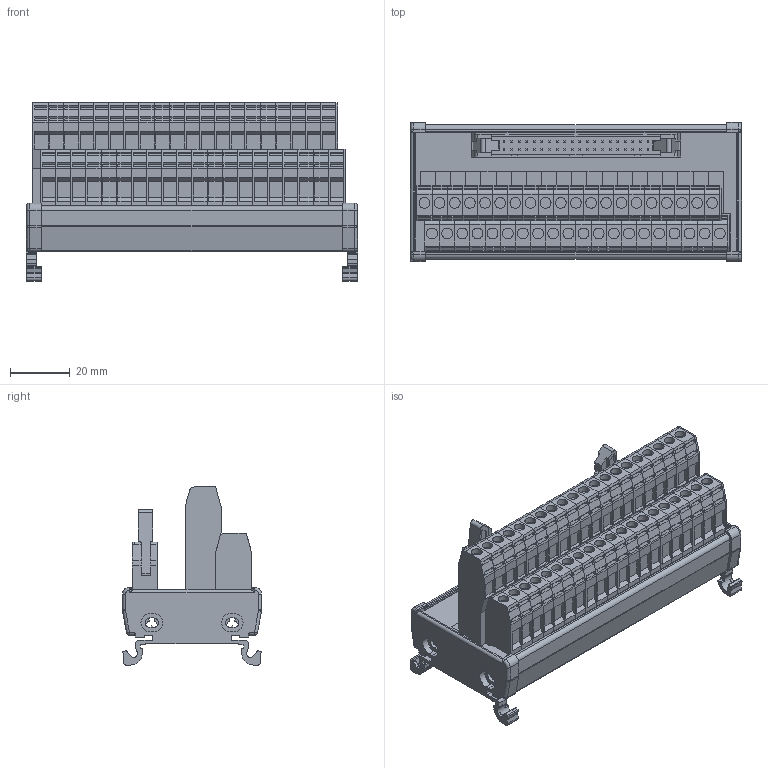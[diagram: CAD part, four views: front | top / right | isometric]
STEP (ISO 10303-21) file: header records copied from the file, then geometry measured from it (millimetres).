
FILE_DESCRIPTION(('STEP AP214'),'1');
FILE_NAME('15284_2_Fbk40c.step','2025-01-28T13:24:05',(' '),(' '),'Spatial InterOp 3D','XD3DPlugin XRACreate',' ');
FILE_SCHEMA(('automotive_design'));
Length unit declared in the file: millimetre
Products named in the file (30): Submodel-AssyDefn_2; 3133.3_AP0-TS_orange v1.step; 15284_2_Fbk40c; Submodel-AssyDefn_1; 5675.3_RS-SP0_Klemmprofil_104mm_orange v1.step; DesignRootModel; uid__9223372036854779511; 87721.4_PKDL 2_comma_5_1_5_comma_08 GELAST_orange.step; 87721.4_PKDL 2,5_1_5,08 GELAST_orange.step; Submodel-PK_semi_PKD_slash_1_part_TER_slash_PKDLG508_slash_1_slash_S; 5301.1_PKDL 2_comma_5_1_5_comma_08 ORANGE.step; 5301.1_PKDL 2,5_1_5,08 ORANGE.xtd; Submodel-PK_semi_PKD_slash_1_part_TER_slash_PKDLG508_slash_1; FCC40.stp; FCC40.xtd; Submodel-J_semi_FCC_slash_40_part_CON_slash_FC_slash_40; Submodel-noModelForPart_PK_semi_PZK3000_2572943182; placementOutline; Submodel-PK_semi_PZK3000_2572943182_part_TER_slash_PZK3000_slash_1B; Submodel-noModelForPart_MTHOLE_50722724; Submodel-MTHOLE_50722724_part_MTHOLE1AAA; Submodel-PK_semi_PZK3000_2572943182_part_TER_slash_PZK3000; Submodel-PK_semi_PZK3000_2572943182_part_TER_slash_PZK3000_slash_1S; Submodel-noModelForPart_MTHOLE_1820760112; Submodel-MTHOLE_1820760112_part_MTHOLE1AA; 15284_2_Fbk40c_Copper
Assembly tree (107 placements, depth 5):
  15284_2_Fbk40c
    Submodel-AssyDefn_2  x2
      3133.3_AP0-TS_orange v1.step
    Submodel-AssyDefn_1
      5675.3_RS-SP0_Klemmprofil_104mm_orange v1.step
    DesignRootModel
      uid__9223372036854779511
      Submodel-PK_semi_PKD_slash_1_part_TER_slash_PKDLG508_slash_1_slash_S
  87721.4_PKDL 2_comma_5_1_5_comma_08 GELAST_orange.step
          87721.4_PKDL 2,5_1_5,08 GELAST_orange.step
      Submodel-PK_semi_PKD_slash_1_part_TER_slash_PKDLG508_slash_1  x19
  5301.1_PKDL 2_comma_5_1_5_comma_08 ORANGE.step
          5301.1_PKDL 2,5_1_5,08 ORANGE.xtd
      Submodel-J_semi_FCC_slash_40_part_CON_slash_FC_slash_40
  FCC40.stp
          FCC40.xtd
      Submodel-PK_semi_PZK3000_2572943182_part_TER_slash_PZK3000_slash_1B  x2
        Submodel-noModelForPart_PK_semi_PZK3000_2572943182
          placementOutline
          placementOutline
          placementOutline
      Submodel-MTHOLE_50722724_part_MTHOLE1AAA  x20
        Submodel-noModelForPart_MTHOLE_50722724
          placementOutline
      Submodel-PK_semi_PZK3000_2572943182_part_TER_slash_PZK3000  x36
        Submodel-noModelForPart_PK_semi_PZK3000_2572943182
          placementOutline
          placementOutline
          placementOutline
      Submodel-PK_semi_PZK3000_2572943182_part_TER_slash_PZK3000_slash_1S  x2
        Submodel-noModelForPart_PK_semi_PZK3000_2572943182
          placementOutline
          placementOutline
          placementOutline
      Submodel-MTHOLE_1820760112_part_MTHOLE1AA  x2
        Submodel-noModelForPart_MTHOLE_1820760112
          placementOutline
    15284_2_Fbk40c_Copper
Bounding box: 111 x 46.62 x 59.73 mm (x, y, z)
Volume: 91705.1 mm3; surface area: 103003 mm2
Topology: 271 solids, 271 shells, 4477 faces, 11350 edges, 7421 vertices
Faces by surface type: plane 3913, cylinder 532, bspline 12, torus 12, cone 4, sphere 4
Full cylindrical faces by diameter (mm): 2.5 x16, 3.6 x40
Entity records: 103407 total; most frequent: DIRECTION 16027, ORIENTED_EDGE 15442, CARTESIAN_POINT 13269, EDGE_CURVE 7721, AXIS2_PLACEMENT_3D 5384, LINE 5259, VECTOR 5259, VERTEX_POINT 5034
